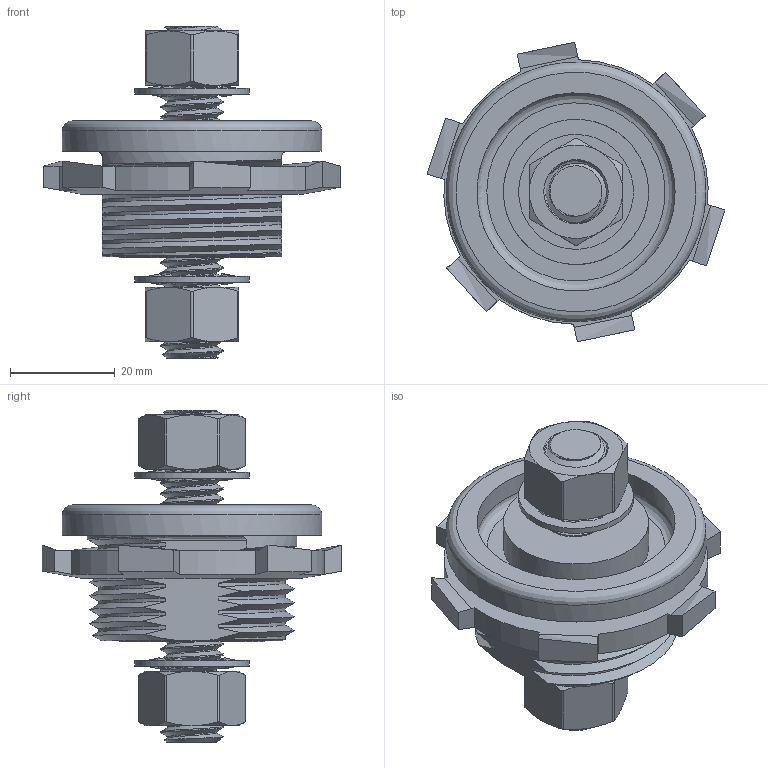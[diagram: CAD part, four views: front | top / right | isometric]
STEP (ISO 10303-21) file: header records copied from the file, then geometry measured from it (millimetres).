
FILE_DESCRIPTION(('FreeCAD Model'),'2;1');
FILE_NAME('Open CASCADE Shape Model','2025-04-30T07:54:44',('FreeCAD'),( 'FreeCAD'),'Open CASCADE STEP processor 7.6','FreeCAD','Unknown');
FILE_SCHEMA(('AUTOMOTIVE_DESIGN { 1 0 10303 214 1 1 1 1 }'));
Products named in the file (1): Open CASCADE STEP translator 7.6 1
Bounding box: 56.72 x 57.13 x 63.3 mm (x, y, z)
Volume: 41610.1 mm3; surface area: 19106.9 mm2
Topology: 6 solids, 6 shells, 505 faces, 1506 edges, 950 vertices
Faces by surface type: bspline 505
Entity records: 41819 total; most frequent: CARTESIAN_POINT 33606, ORIENTED_EDGE 2876, EDGE_CURVE 1438, B_SPLINE_CURVE_WITH_KNOTS 1179, VERTEX_POINT 950, FACE_BOUND 520, EDGE_LOOP 520, ADVANCED_FACE 505
